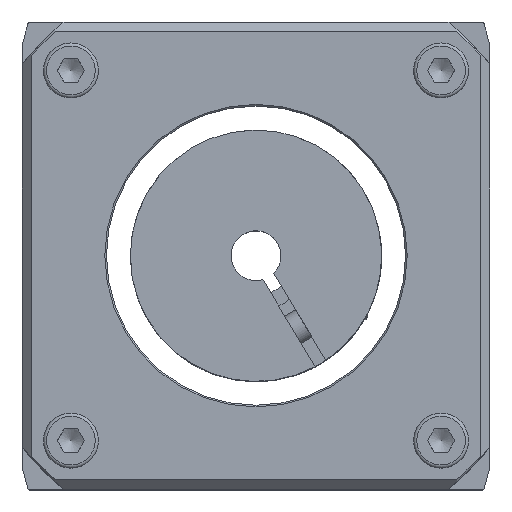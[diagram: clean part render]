
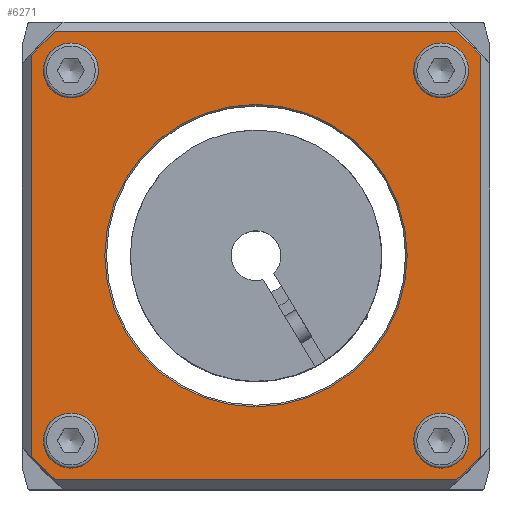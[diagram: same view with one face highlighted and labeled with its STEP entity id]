
A CAD part, top view. The second image highlights one B-rep face of the part: STEP entity #6271.
In plain terms, the highlighted planar face has unit normal (0, 0, 1).
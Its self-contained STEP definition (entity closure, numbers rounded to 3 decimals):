
#191=FACE_BOUND('',#908,.T.);
#192=FACE_BOUND('',#909,.T.);
#193=FACE_BOUND('',#910,.T.);
#194=FACE_BOUND('',#911,.T.);
#195=FACE_BOUND('',#912,.T.);
#295=PLANE('',#6802);
#557=FACE_OUTER_BOUND('',#907,.T.);
#907=EDGE_LOOP('',(#4720,#4721,#4722,#4723,#4724,#4725,#4726,#4727));
#908=EDGE_LOOP('',(#4728));
#909=EDGE_LOOP('',(#4729));
#910=EDGE_LOOP('',(#4730));
#911=EDGE_LOOP('',(#4731));
#912=EDGE_LOOP('',(#4732));
#1297=LINE('',#10084,#1771);
#1298=LINE('',#10088,#1772);
#1299=LINE('',#10092,#1773);
#1300=LINE('',#10095,#1774);
#1771=VECTOR('',#7974,10.);
#1772=VECTOR('',#7977,10.);
#1773=VECTOR('',#7980,10.);
#1774=VECTOR('',#7983,10.);
#2240=CIRCLE('',#6801,2.071);
#2241=CIRCLE('',#6803,38.3);
#2242=CIRCLE('',#6804,38.3);
#2243=CIRCLE('',#6805,38.3);
#2244=CIRCLE('',#6806,38.3);
#2245=CIRCLE('',#6807,2.071);
#2246=CIRCLE('',#6808,2.071);
#2247=CIRCLE('',#6809,19.25);
#2248=CIRCLE('',#6810,2.071);
#2710=VERTEX_POINT('',#10076);
#2711=VERTEX_POINT('',#10080);
#2712=VERTEX_POINT('',#10081);
#2713=VERTEX_POINT('',#10083);
#2714=VERTEX_POINT('',#10085);
#2715=VERTEX_POINT('',#10087);
#2716=VERTEX_POINT('',#10089);
#2717=VERTEX_POINT('',#10091);
#2718=VERTEX_POINT('',#10093);
#2719=VERTEX_POINT('',#10096);
#2720=VERTEX_POINT('',#10098);
#2721=VERTEX_POINT('',#10100);
#2722=VERTEX_POINT('',#10102);
#3435=EDGE_CURVE('',#2710,#2710,#2240,.T.);
#3437=EDGE_CURVE('',#2711,#2712,#2241,.T.);
#3438=EDGE_CURVE('',#2713,#2711,#1297,.T.);
#3439=EDGE_CURVE('',#2714,#2713,#2242,.T.);
#3440=EDGE_CURVE('',#2715,#2714,#1298,.T.);
#3441=EDGE_CURVE('',#2716,#2715,#2243,.T.);
#3442=EDGE_CURVE('',#2717,#2716,#1299,.T.);
#3443=EDGE_CURVE('',#2718,#2717,#2244,.T.);
#3444=EDGE_CURVE('',#2712,#2718,#1300,.T.);
#3445=EDGE_CURVE('',#2719,#2719,#2245,.T.);
#3446=EDGE_CURVE('',#2720,#2720,#2246,.T.);
#3447=EDGE_CURVE('',#2721,#2721,#2247,.T.);
#3448=EDGE_CURVE('',#2722,#2722,#2248,.T.);
#4720=ORIENTED_EDGE('',*,*,#3437,.F.);
#4721=ORIENTED_EDGE('',*,*,#3438,.F.);
#4722=ORIENTED_EDGE('',*,*,#3439,.F.);
#4723=ORIENTED_EDGE('',*,*,#3440,.F.);
#4724=ORIENTED_EDGE('',*,*,#3441,.F.);
#4725=ORIENTED_EDGE('',*,*,#3442,.F.);
#4726=ORIENTED_EDGE('',*,*,#3443,.F.);
#4727=ORIENTED_EDGE('',*,*,#3444,.F.);
#4728=ORIENTED_EDGE('',*,*,#3445,.F.);
#4729=ORIENTED_EDGE('',*,*,#3446,.F.);
#4730=ORIENTED_EDGE('',*,*,#3447,.F.);
#4731=ORIENTED_EDGE('',*,*,#3448,.F.);
#4732=ORIENTED_EDGE('',*,*,#3435,.F.);
#6271=ADVANCED_FACE('',(#557,#191,#192,#193,#194,#195),#295,.T.);
#6801=AXIS2_PLACEMENT_3D('',#10077,#7967,#7968);
#6802=AXIS2_PLACEMENT_3D('',#10079,#7970,#7971);
#6803=AXIS2_PLACEMENT_3D('',#10082,#7972,#7973);
#6804=AXIS2_PLACEMENT_3D('',#10086,#7975,#7976);
#6805=AXIS2_PLACEMENT_3D('',#10090,#7978,#7979);
#6806=AXIS2_PLACEMENT_3D('',#10094,#7981,#7982);
#6807=AXIS2_PLACEMENT_3D('',#10097,#7984,#7985);
#6808=AXIS2_PLACEMENT_3D('',#10099,#7986,#7987);
#6809=AXIS2_PLACEMENT_3D('',#10101,#7988,#7989);
#6810=AXIS2_PLACEMENT_3D('',#10103,#7990,#7991);
#7967=DIRECTION('center_axis',(0.,0.,
1.));
#7968=DIRECTION('ref_axis',(1.,0.,0.));
#7970=DIRECTION('center_axis',(0.,0.,
1.));
#7971=DIRECTION('ref_axis',(1.,0.,0.));
#7972=DIRECTION('center_axis',(0.,0.,
-1.));
#7973=DIRECTION('ref_axis',(0.,1.,0.));
#7974=DIRECTION('',(1.,0.,0.));
#7975=DIRECTION('center_axis',(0.,0.,
-1.));
#7976=DIRECTION('ref_axis',(0.,1.,0.));
#7977=DIRECTION('',(0.,1.,0.));
#7978=DIRECTION('center_axis',(0.,0.,
-1.));
#7979=DIRECTION('ref_axis',(0.,-1.,0.));
#7980=DIRECTION('',(-1.,0.,0.));
#7981=DIRECTION('center_axis',(0.,0.,
-1.));
#7982=DIRECTION('ref_axis',(0.,-1.,0.));
#7983=DIRECTION('',(0.,-1.,0.));
#7984=DIRECTION('center_axis',(0.,0.,
1.));
#7985=DIRECTION('ref_axis',(1.,0.,0.));
#7986=DIRECTION('center_axis',(0.,0.,
1.));
#7987=DIRECTION('ref_axis',(1.,0.,0.));
#7988=DIRECTION('center_axis',(0.,0.,
1.));
#7989=DIRECTION('ref_axis',(0.,1.,0.));
#7990=DIRECTION('center_axis',(0.,0.,
1.));
#7991=DIRECTION('ref_axis',(1.,0.,0.));
#10076=CARTESIAN_POINT('',(21.499,23.57,52.5));
#10077=CARTESIAN_POINT('Origin',(23.57,23.57,52.5));
#10079=CARTESIAN_POINT('Origin',(0.,0.,
52.5));
#10080=CARTESIAN_POINT('',(25.53,28.55,52.5));
#10081=CARTESIAN_POINT('',(28.55,25.53,52.5));
#10082=CARTESIAN_POINT('Origin',(0.,0.,
52.5));
#10083=CARTESIAN_POINT('',(-25.53,28.55,52.5));
#10084=CARTESIAN_POINT('',(14.423,28.55,52.5));
#10085=CARTESIAN_POINT('',(-28.55,25.53,52.5));
#10086=CARTESIAN_POINT('Origin',(0.,0.,
52.5));
#10087=CARTESIAN_POINT('',(-28.55,-25.53,52.5));
#10088=CARTESIAN_POINT('',(-28.55,13.462,52.5));
#10089=CARTESIAN_POINT('',(-25.53,-28.55,52.5));
#10090=CARTESIAN_POINT('Origin',(0.,0.,
52.5));
#10091=CARTESIAN_POINT('',(25.53,-28.55,52.5));
#10092=CARTESIAN_POINT('',(-14.423,-28.55,52.5));
#10093=CARTESIAN_POINT('',(28.55,-25.53,52.5));
#10094=CARTESIAN_POINT('Origin',(0.,0.,
52.5));
#10095=CARTESIAN_POINT('',(28.55,-13.462,52.5));
#10096=CARTESIAN_POINT('',(-25.641,23.57,52.5));
#10097=CARTESIAN_POINT('Origin',(-23.57,23.57,52.5));
#10098=CARTESIAN_POINT('',(21.499,-23.57,52.5));
#10099=CARTESIAN_POINT('Origin',(23.57,-23.57,52.5));
#10100=CARTESIAN_POINT('',(0.,-19.25,52.5));
#10101=CARTESIAN_POINT('Origin',(0.,0.,
52.5));
#10102=CARTESIAN_POINT('',(-25.641,-23.57,52.5));
#10103=CARTESIAN_POINT('Origin',(-23.57,-23.57,52.5));
